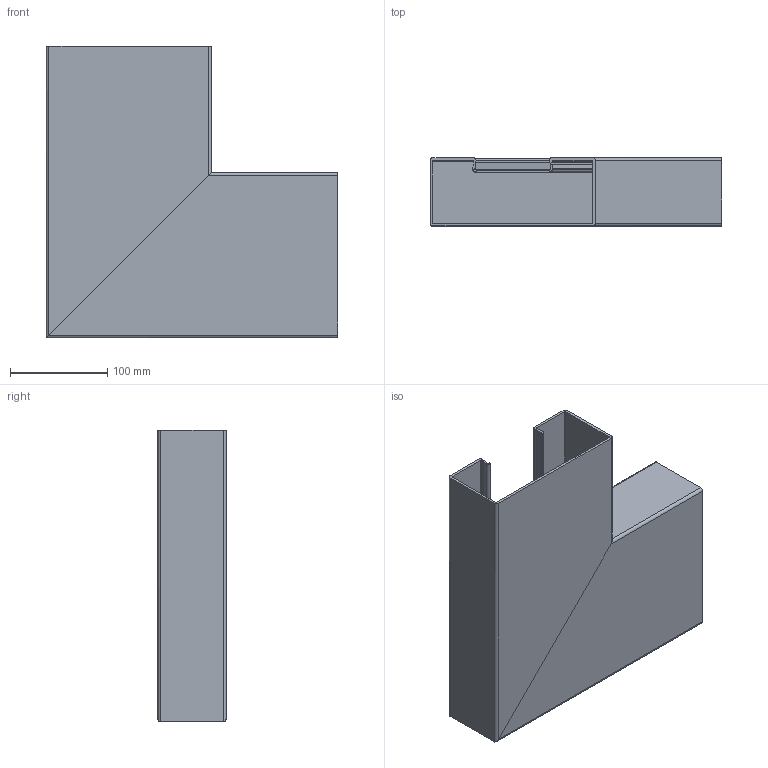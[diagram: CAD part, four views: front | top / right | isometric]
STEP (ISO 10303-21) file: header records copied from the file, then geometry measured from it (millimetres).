
FILE_DESCRIPTION (( 'STEP AP214' ), '1' );
FILE_NAME ('6114340.stp', '2016-05-11T11:00:22', ( '' ), ( '' ), 'SwSTEP 2.0', 'SolidWorks 2014', '' );
FILE_SCHEMA (( 'AUTOMOTIVE_DESIGN' ));
Length unit declared in the file: millimetre
Products named in the file (3): 6114340; 014541_GK-F70170T1; 014539_GK-F70170T1
Assembly tree (2 placements, depth 2):
  6114340
    014539_GK-F70170T1
    014541_GK-F70170T1
Bounding box: 300 x 70 x 300 mm (x, y, z)
Volume: 474724.7 mm3; surface area: 363263.6 mm2
Topology: 2 solids, 2 shells, 110 faces, 318 edges, 212 vertices
Faces by surface type: plane 62, cylinder 48
Entity records: 3700 total; most frequent: CARTESIAN_POINT 789, ORIENTED_EDGE 636, DIRECTION 548, EDGE_CURVE 318, VECTOR 222, LINE 222, VERTEX_POINT 212, AXIS2_PLACEMENT_3D 163
